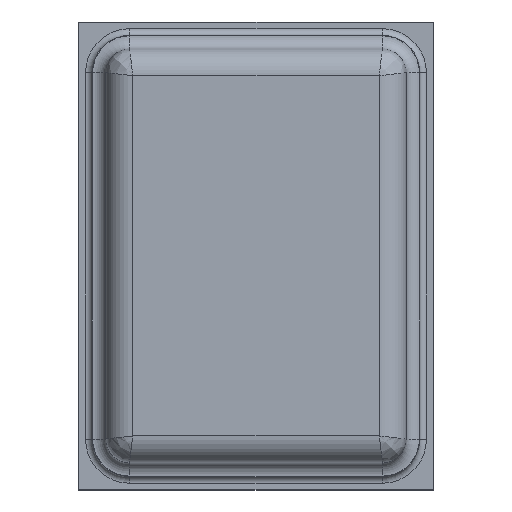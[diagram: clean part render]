
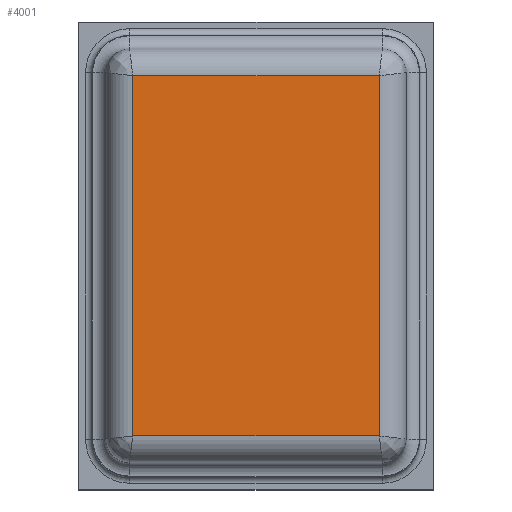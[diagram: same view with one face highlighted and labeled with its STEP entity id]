
A CAD part, top view. The second image highlights one B-rep face of the part: STEP entity #4001.
In plain terms, the highlighted planar face has unit normal (0, 0, 1).
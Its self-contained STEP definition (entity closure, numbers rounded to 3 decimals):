
#35 = FACE_OUTER_BOUND ( 'NONE', #536, .T. ) ;
#286 = LINE ( 'NONE', #10338, #13194 ) ;
#536 = EDGE_LOOP ( 'NONE', ( #748, #12407, #11294, #6821 ) ) ;
#597 = DIRECTION ( 'NONE',  ( -1., 0., 0. ) ) ;
#689 = EDGE_CURVE ( 'NONE', #2561, #14420, #286, .T. ) ;
#748 = ORIENTED_EDGE ( 'NONE', *, *, #3282, .T. ) ;
#1018 = VECTOR ( 'NONE', #9061, 1000. ) ;
#1676 = CARTESIAN_POINT ( 'NONE',  ( 0.922, 1.347, 0.98 ) ) ;
#2389 = LINE ( 'NONE', #4597, #1018 ) ;
#2523 = DIRECTION ( 'NONE',  ( 0., 0., 1. ) ) ;
#2561 = VERTEX_POINT ( 'NONE', #7557 ) ;
#2842 = LINE ( 'NONE', #10645, #4110 ) ;
#3282 = EDGE_CURVE ( 'NONE', #7178, #2561, #2389, .T. ) ;
#4001 = ADVANCED_FACE ( 'NONE', ( #35 ), #14518, .T. ) ;
#4110 = VECTOR ( 'NONE', #597, 1000. ) ;
#4597 = CARTESIAN_POINT ( 'NONE',  ( -0.922, -1.37, 0.98 ) ) ;
#4812 = CARTESIAN_POINT ( 'NONE',  ( 0., 0., 0.98 ) ) ;
#5478 = AXIS2_PLACEMENT_3D ( 'NONE', #4812, #2523, #12649 ) ;
#6700 = CARTESIAN_POINT ( 'NONE',  ( 0.922, -1.347, 0.98 ) ) ;
#6821 = ORIENTED_EDGE ( 'NONE', *, *, #8975, .T. ) ;
#7178 = VERTEX_POINT ( 'NONE', #12388 ) ;
#7557 = CARTESIAN_POINT ( 'NONE',  ( -0.922, -1.347, 0.98 ) ) ;
#8566 = EDGE_CURVE ( 'NONE', #14420, #10433, #11622, .T. ) ;
#8975 = EDGE_CURVE ( 'NONE', #10433, #7178, #2842, .T. ) ;
#9061 = DIRECTION ( 'NONE',  ( 0., -1., 0. ) ) ;
#9123 = CARTESIAN_POINT ( 'NONE',  ( 0.922, 1.37, 0.98 ) ) ;
#9234 = DIRECTION ( 'NONE',  ( 1., 0., 0. ) ) ;
#10338 = CARTESIAN_POINT ( 'NONE',  ( 0.945, -1.347, 0.98 ) ) ;
#10433 = VERTEX_POINT ( 'NONE', #1676 ) ;
#10645 = CARTESIAN_POINT ( 'NONE',  ( -0.945, 1.347, 0.98 ) ) ;
#11294 = ORIENTED_EDGE ( 'NONE', *, *, #8566, .T. ) ;
#11622 = LINE ( 'NONE', #9123, #14422 ) ;
#12388 = CARTESIAN_POINT ( 'NONE',  ( -0.922, 1.347, 0.98 ) ) ;
#12407 = ORIENTED_EDGE ( 'NONE', *, *, #689, .T. ) ;
#12649 = DIRECTION ( 'NONE',  ( 1., 0., 0. ) ) ;
#13194 = VECTOR ( 'NONE', #9234, 1000. ) ;
#13615 = DIRECTION ( 'NONE',  ( 0., 1., 0. ) ) ;
#14420 = VERTEX_POINT ( 'NONE', #6700 ) ;
#14422 = VECTOR ( 'NONE', #13615, 1000. ) ;
#14518 = PLANE ( 'NONE',  #5478 ) ;
